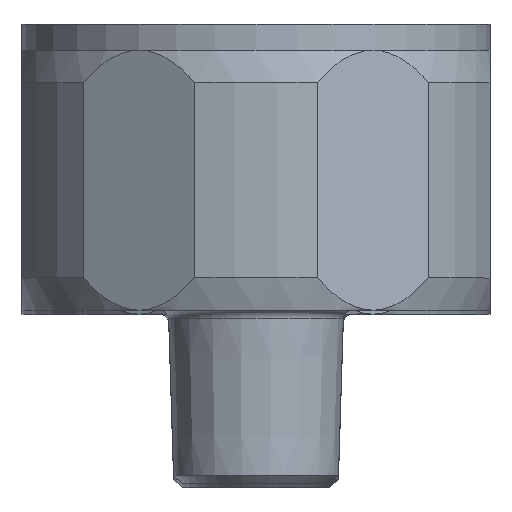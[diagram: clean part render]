
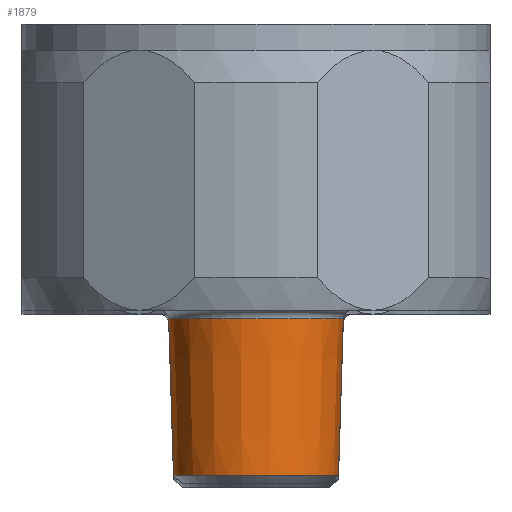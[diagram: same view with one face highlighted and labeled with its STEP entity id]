
A CAD part, top view. The second image highlights one B-rep face of the part: STEP entity #1879.
In plain terms, the highlighted conical face has half-angle 1.788 degrees and reference radius 4.755 mm.
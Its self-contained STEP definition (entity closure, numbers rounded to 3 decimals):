
#343=ORIENTED_EDGE('',*,*,#693,.F.);
#344=ORIENTED_EDGE('',*,*,#692,.T.);
#692=EDGE_CURVE('',#856,#856,#966,.T.);
#693=EDGE_CURVE('',#857,#857,#967,.T.);
#856=VERTEX_POINT('',#2748);
#857=VERTEX_POINT('',#2751);
#966=CIRCLE('',#2004,4.755);
#967=CIRCLE('',#2006,5.036);
#1047=EDGE_LOOP('',(#343));
#1048=EDGE_LOOP('',(#344));
#1149=FACE_BOUND('',#1047,.T.);
#1150=FACE_BOUND('',#1048,.T.);
#1237=CONICAL_SURFACE('',#2005,4.755,0.031);
#1879=ADVANCED_FACE('',(#1149,#1150),#1237,.T.);
#2004=AXIS2_PLACEMENT_3D('',#2747,#2239,#2240);
#2005=AXIS2_PLACEMENT_3D('',#2749,#2241,#2242);
#2006=AXIS2_PLACEMENT_3D('',#2750,#2243,#2244);
#2239=DIRECTION('',(1.,0.,0.));
#2240=DIRECTION('',(0.,0.,-1.));
#2241=DIRECTION('',(1.,0.,0.));
#2242=DIRECTION('',(0.,0.,-1.));
#2243=DIRECTION('',(1.,0.,0.));
#2244=DIRECTION('',(0.,0.,-1.));
#2747=CARTESIAN_POINT('',(-9.5,0.,0.));
#2748=CARTESIAN_POINT('',(-9.5,0.,-4.755));
#2749=CARTESIAN_POINT('',(-9.5,0.,0.));
#2750=CARTESIAN_POINT('',(-0.484,0.,0.));
#2751=CARTESIAN_POINT('',(-0.484,0.,-5.036));
